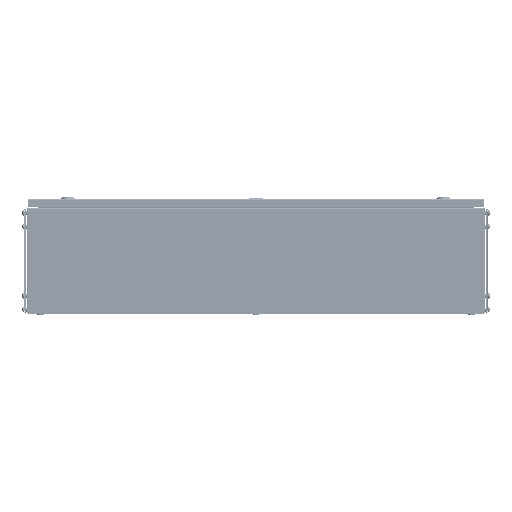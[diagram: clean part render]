
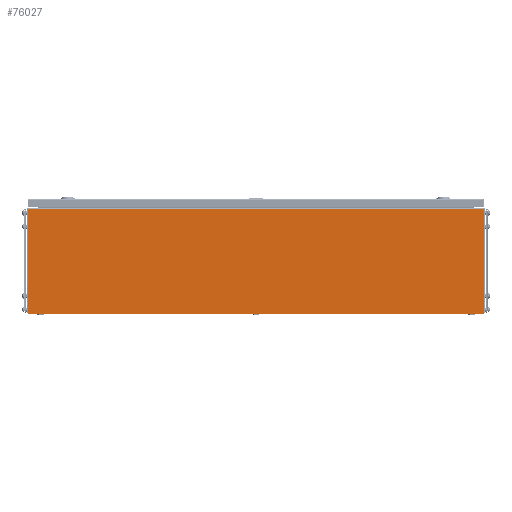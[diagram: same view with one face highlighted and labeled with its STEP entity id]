
A CAD part, left-side view. The second image highlights one B-rep face of the part: STEP entity #76027.
In plain terms, the highlighted planar face has unit normal (-1, 0, 0).
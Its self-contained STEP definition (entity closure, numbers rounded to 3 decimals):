
#2787 = AXIS2_PLACEMENT_3D ( 'NONE', #62808, #64656, #69799 ) ;
#6870 = CARTESIAN_POINT ( 'NONE',  ( -300., 495.5, 0. ) ) ;
#9328 = EDGE_CURVE ( 'NONE', #32799, #57518, #46162, .T. ) ;
#11772 = VERTEX_POINT ( 'NONE', #74999 ) ;
#17814 = VECTOR ( 'NONE', #27216, 1000. ) ;
#20594 = CARTESIAN_POINT ( 'NONE',  ( -300., -495.5, 227.5 ) ) ;
#21353 = CARTESIAN_POINT ( 'NONE',  ( -300., -495.5, 0. ) ) ;
#22552 = CARTESIAN_POINT ( 'NONE',  ( -300., 495.5, 1. ) ) ;
#22572 = EDGE_CURVE ( 'NONE', #32799, #11772, #63627, .T. ) ;
#26179 = CARTESIAN_POINT ( 'NONE',  ( -300., 495.5, 1. ) ) ;
#26654 = DIRECTION ( 'NONE',  ( 0., 1., 0. ) ) ;
#27216 = DIRECTION ( 'NONE',  ( 0., 0., -1. ) ) ;
#32799 = VERTEX_POINT ( 'NONE', #51516 ) ;
#33828 = ORIENTED_EDGE ( 'NONE', *, *, #9328, .F. ) ;
#36284 = FACE_OUTER_BOUND ( 'NONE', #68954, .T. ) ;
#38319 = VECTOR ( 'NONE', #26654, 1000. ) ;
#39501 = VERTEX_POINT ( 'NONE', #70474 ) ;
#46162 = LINE ( 'NONE', #26179, #38319 ) ;
#47990 = DIRECTION ( 'NONE',  ( 0., 1., 0. ) ) ;
#51516 = CARTESIAN_POINT ( 'NONE',  ( -300., -495.5, 1. ) ) ;
#55091 = LINE ( 'NONE', #6870, #17814 ) ;
#56653 = DIRECTION ( 'NONE',  ( 0., 0., 1. ) ) ;
#57332 = EDGE_CURVE ( 'NONE', #39501, #57518, #55091, .T. ) ;
#57518 = VERTEX_POINT ( 'NONE', #22552 ) ;
#60118 = ORIENTED_EDGE ( 'NONE', *, *, #22572, .T. ) ;
#62808 = CARTESIAN_POINT ( 'NONE',  ( -300., 0., 0. ) ) ;
#63627 = LINE ( 'NONE', #21353, #79018 ) ;
#63930 = VECTOR ( 'NONE', #47990, 1000. ) ;
#64656 = DIRECTION ( 'NONE',  ( 1., 0., 0. ) ) ;
#67123 = ORIENTED_EDGE ( 'NONE', *, *, #90096, .T. ) ;
#68954 = EDGE_LOOP ( 'NONE', ( #67123, #74178, #33828, #60118 ) ) ;
#69799 = DIRECTION ( 'NONE',  ( 0., 0., -1. ) ) ;
#70250 = PLANE ( 'NONE',  #2787 ) ;
#70474 = CARTESIAN_POINT ( 'NONE',  ( -300., 495.5, 227.5 ) ) ;
#74178 = ORIENTED_EDGE ( 'NONE', *, *, #57332, .T. ) ;
#74999 = CARTESIAN_POINT ( 'NONE',  ( -300., -495.5, 227.5 ) ) ;
#76027 = ADVANCED_FACE ( 'NONE', ( #36284 ), #70250, .F. ) ;
#79018 = VECTOR ( 'NONE', #56653, 1000. ) ;
#84200 = LINE ( 'NONE', #20594, #63930 ) ;
#90096 = EDGE_CURVE ( 'NONE', #11772, #39501, #84200, .T. ) ;
